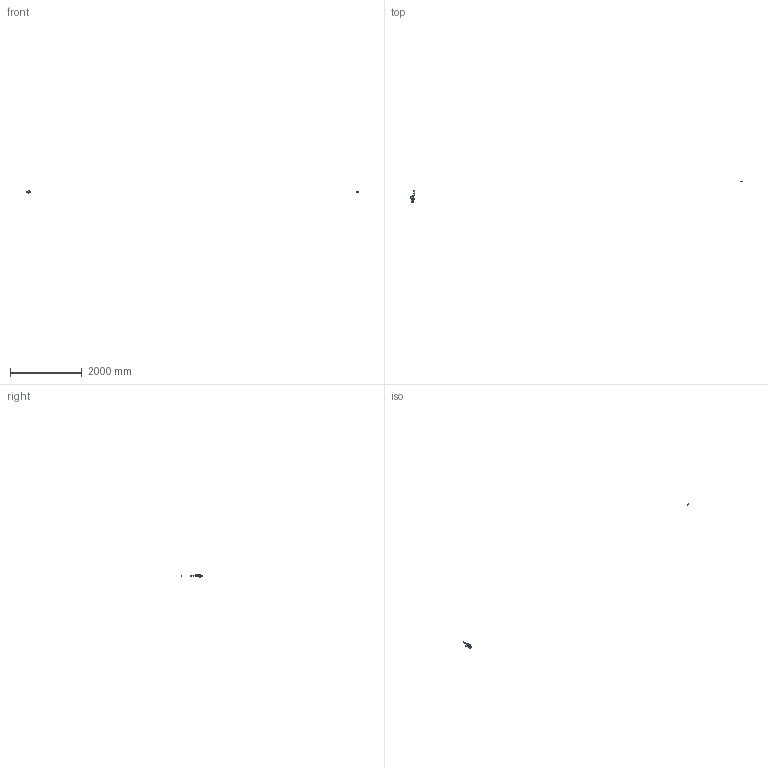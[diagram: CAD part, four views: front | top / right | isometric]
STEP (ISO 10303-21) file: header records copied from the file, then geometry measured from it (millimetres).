
FILE_DESCRIPTION (( 'STEP AP203' ), '1' );
FILE_NAME ('CH-72415.STEP', '2017-12-10T01:11:23', ( 'Windows' ), ( 'Microsoft' ), 'SwSTEP 2.0', 'SolidWorks 2015', '' );
FILE_SCHEMA (( 'CONFIG_CONTROL_DESIGN' ));
Length unit declared in the file: millimetre
Products named in the file (12): 72425-09; 72425-10; 錨璃1; 72425-03; 錨璃2; 72425-07; 72415-04; 72425-06; CH-72415; 72425-08; M12
Assembly tree (18 placements, depth 2):
  CH-72415
    72425-03  x2
    72425-07
    72425-06  x6
    72425-08  x2
    M12
    72425-09
    72425-10
    錨璃1
    錨璃2
    錨璃2
    72415-04
Bounding box: 9230.83 x 607.8 x 68.5 mm (x, y, z)
Volume: 430476.1 mm3; surface area: 148694 mm2
Topology: 62 solids, 62 shells, 5067 faces, 14096 edges, 9366 vertices
Faces by surface type: plane 3124, cylinder 1526, bspline 324, cone 93
Entity records: 112332 total; most frequent: CARTESIAN_POINT 39820, ORIENTED_EDGE 15498, DIRECTION 13691, EDGE_CURVE 7749, LINE 5339, VECTOR 5339, VERTEX_POINT 5146, AXIS2_PLACEMENT_3D 4176
